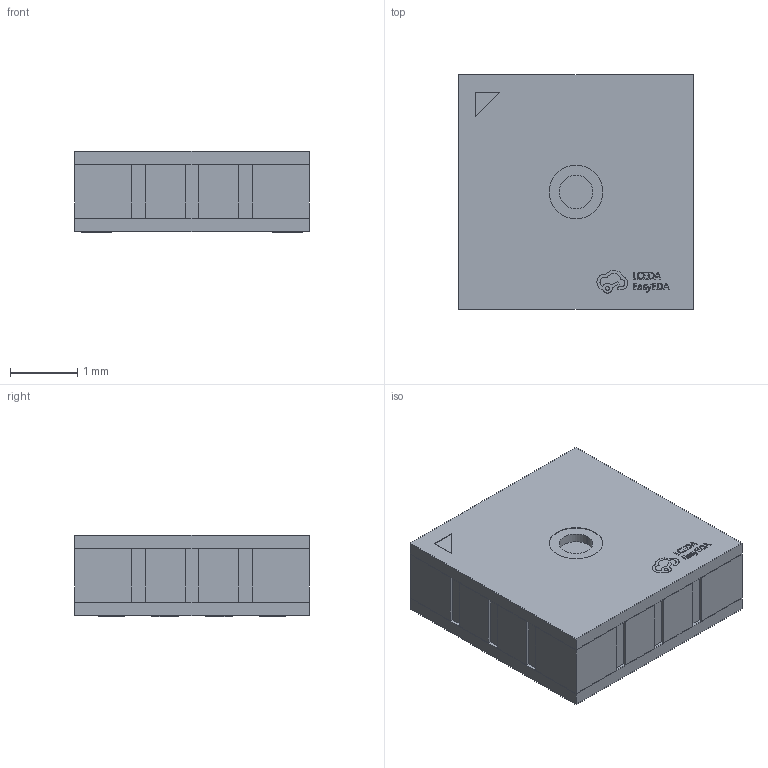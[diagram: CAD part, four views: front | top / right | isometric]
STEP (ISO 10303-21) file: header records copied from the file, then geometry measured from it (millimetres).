
FILE_DESCRIPTION (( 'STEP AP214' ), '1' );
FILE_NAME ('LGA-8_L3.5-W3.5-P0.50-TL.step', '2022-07-04T13:36:37', ( '' ), ( '' ), 'SwSTEP 2.0', 'SolidWorks 2020', '' );
FILE_SCHEMA (( 'AUTOMOTIVE_DESIGN' ));
Length unit declared in the file: millimetre
Products named in the file (1): LGA-8_L3.5-W3.5-P0.50-TL
Bounding box: 3.5 x 3.5 x 1.22 mm (x, y, z)
Volume: 14.6 mm3; surface area: 91.7 mm2
Topology: 3 solids, 3 shells, 402 faces, 1074 edges, 716 vertices
Faces by surface type: plane 286, bspline 112, cylinder 4
Entity records: 17659 total; most frequent: CARTESIAN_POINT 4006, ORIENTED_EDGE 2148, DIRECTION 1385, EDGE_CURVE 1074, LINE 787, VECTOR 787, VERTEX_POINT 716, EDGE_LOOP 440
